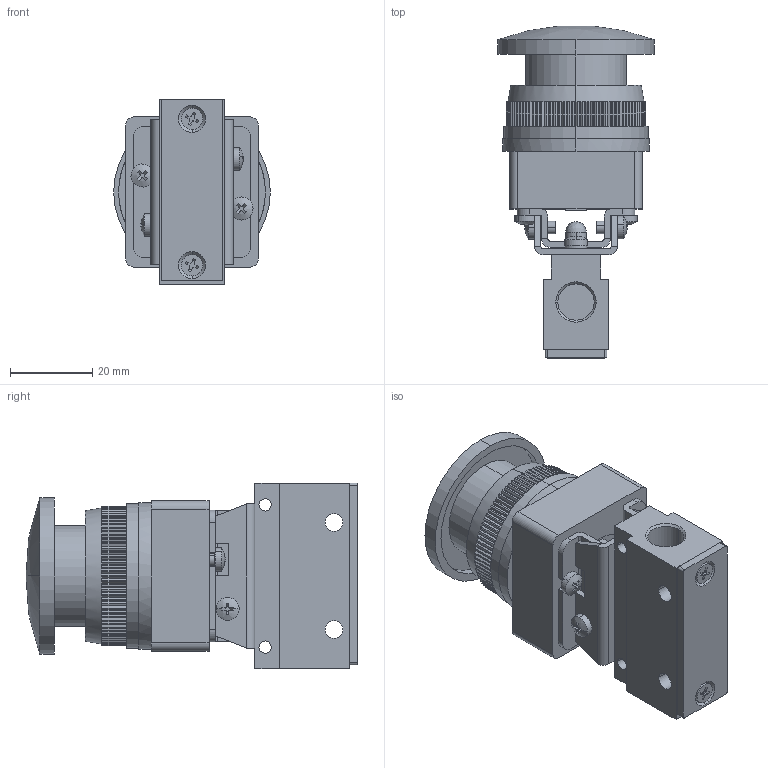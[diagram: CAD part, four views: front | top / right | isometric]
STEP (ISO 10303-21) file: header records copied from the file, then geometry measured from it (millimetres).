
FILE_DESCRIPTION (( 'STEP AP203' ), '1' );
FILE_NAME ('MOV-03PB.step', '2016-12-28T18:47:15', ( '' ), ( '' ), 'SwSTEP 2.0', 'SolidWorks 2016', '' );
FILE_SCHEMA (( 'CONFIG_CONTROL_DESIGN' ));
Length unit declared in the file: millimetre
Products named in the file (1): MOV-03PB
Bounding box: 38 x 80.46 x 45 mm (x, y, z)
Volume: 57352.2 mm3; surface area: 22132.1 mm2
Topology: 15 solids, 15 shells, 800 faces, 2012 edges, 1254 vertices
Faces by surface type: plane 500, cylinder 249, cone 30, bspline 21
Entity records: 24229 total; most frequent: CARTESIAN_POINT 4880, DIRECTION 4089, ORIENTED_EDGE 3996, EDGE_CURVE 1998, AXIS2_PLACEMENT_3D 1431, VERTEX_POINT 1254, VECTOR 1227, LINE 1227
